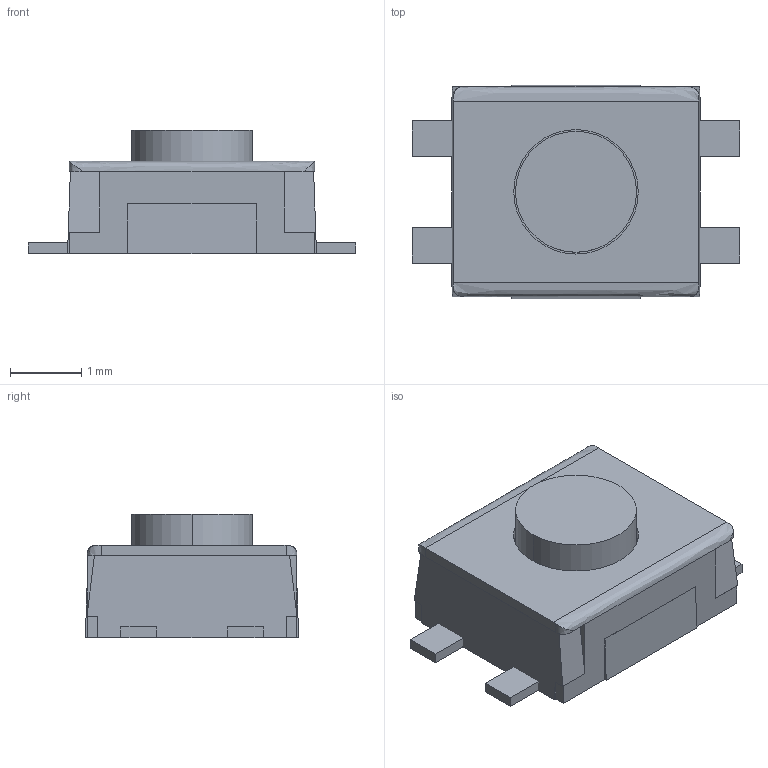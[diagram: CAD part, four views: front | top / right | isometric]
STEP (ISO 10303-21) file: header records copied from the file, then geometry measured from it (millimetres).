
FILE_DESCRIPTION (( 'STEP AP214' ), '1' );
FILE_NAME ('K2-1809SN-A4DW-06.STEP', '2019-12-18T15:11:34', ( '' ), ( '' ), 'SwSTEP 2.0', 'SolidWorks 2018', '' );
FILE_SCHEMA (( 'AUTOMOTIVE_DESIGN' ));
Length unit declared in the file: millimetre
Products named in the file (1): K2-1809SN-A4DW-06
Bounding box: 4.6 x 3 x 1.73 mm (x, y, z)
Volume: 14.3 mm3; surface area: 69.3 mm2
Topology: 6 solids, 6 shells, 91 faces, 228 edges, 150 vertices
Faces by surface type: plane 81, bspline 6, cylinder 4
Entity records: 3329 total; most frequent: CARTESIAN_POINT 984, ORIENTED_EDGE 456, DIRECTION 386, EDGE_CURVE 228, LINE 198, VECTOR 198, VERTEX_POINT 150, EDGE_LOOP 94
